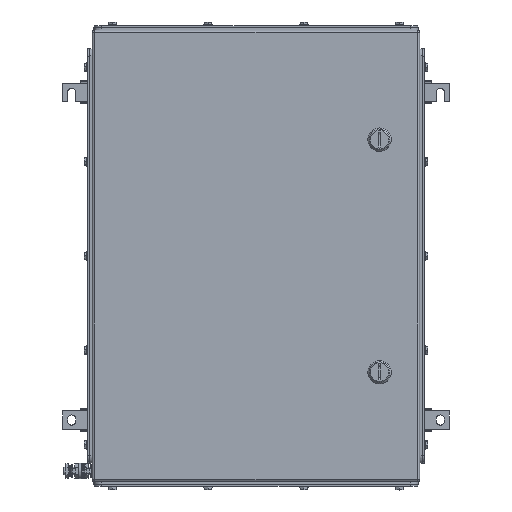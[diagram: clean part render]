
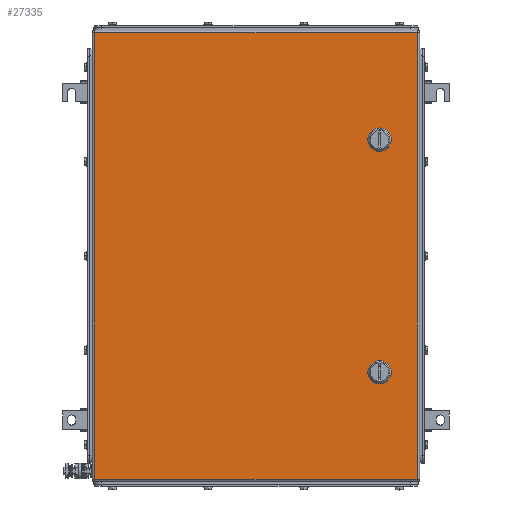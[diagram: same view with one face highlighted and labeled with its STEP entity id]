
A CAD part, top view. The second image highlights one B-rep face of the part: STEP entity #27335.
In plain terms, the highlighted planar face has unit normal (0, 0, 1).
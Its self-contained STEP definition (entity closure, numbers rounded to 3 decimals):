
#27149=AXIS2_PLACEMENT_3D('Circle Axis2P3D',#27147,#27148,$) ;
#27176=AXIS2_PLACEMENT_3D('Plane Axis2P3D',#27173,#27174,#27175) ;
#27221=AXIS2_PLACEMENT_3D('Circle Axis2P3D',#27219,#27220,$) ;
#27235=AXIS2_PLACEMENT_3D('Circle Axis2P3D',#27233,#27234,$) ;
#27249=AXIS2_PLACEMENT_3D('Circle Axis2P3D',#27247,#27248,$) ;
#27271=AXIS2_PLACEMENT_3D('Circle Axis2P3D',#27269,#27270,$) ;
#27287=AXIS2_PLACEMENT_3D('Circle Axis2P3D',#27285,#27286,$) ;
#27301=AXIS2_PLACEMENT_3D('Circle Axis2P3D',#27299,#27300,$) ;
#27315=AXIS2_PLACEMENT_3D('Circle Axis2P3D',#27313,#27314,$) ;
#27144=CARTESIAN_POINT('Vertex',(440.056,470.45,153.5)) ;
#27147=CARTESIAN_POINT('Axis2P3D Location',(435.,480.5,153.5)) ;
#27151=CARTESIAN_POINT('Vertex',(445.05,475.444,153.5)) ;
#27173=CARTESIAN_POINT('Axis2P3D Location',(265.5,321.,153.5)) ;
#27178=CARTESIAN_POINT('Line Origine',(265.5,627.5,153.5)) ;
#27182=CARTESIAN_POINT('Vertex',(487.,627.5,153.5)) ;
#27184=CARTESIAN_POINT('Vertex',(44.,627.5,153.5)) ;
#27187=CARTESIAN_POINT('Line Origine',(44.,321.,153.5)) ;
#27191=CARTESIAN_POINT('Vertex',(44.,14.5,153.5)) ;
#27194=CARTESIAN_POINT('Line Origine',(265.5,14.5,153.5)) ;
#27198=CARTESIAN_POINT('Vertex',(487.,14.5,153.5)) ;
#27201=CARTESIAN_POINT('Line Origine',(487.,321.,153.5)) ;
#27212=CARTESIAN_POINT('Line Origine',(435.,470.45,153.5)) ;
#27216=CARTESIAN_POINT('Vertex',(429.944,470.45,153.5)) ;
#27219=CARTESIAN_POINT('Axis2P3D Location',(435.,480.5,153.5)) ;
#27223=CARTESIAN_POINT('Vertex',(424.95,475.444,153.5)) ;
#27226=CARTESIAN_POINT('Line Origine',(424.95,480.5,153.5)) ;
#27230=CARTESIAN_POINT('Vertex',(424.95,485.556,153.5)) ;
#27233=CARTESIAN_POINT('Axis2P3D Location',(435.,480.5,153.5)) ;
#27237=CARTESIAN_POINT('Vertex',(429.944,490.55,153.5)) ;
#27240=CARTESIAN_POINT('Line Origine',(435.,490.55,153.5)) ;
#27244=CARTESIAN_POINT('Vertex',(440.056,490.55,153.5)) ;
#27247=CARTESIAN_POINT('Axis2P3D Location',(435.,480.5,153.5)) ;
#27251=CARTESIAN_POINT('Vertex',(445.05,485.556,153.5)) ;
#27254=CARTESIAN_POINT('Line Origine',(445.05,480.5,153.5)) ;
#27269=CARTESIAN_POINT('Axis2P3D Location',(435.,161.5,153.5)) ;
#27273=CARTESIAN_POINT('Vertex',(440.056,151.45,153.5)) ;
#27275=CARTESIAN_POINT('Vertex',(445.05,156.444,153.5)) ;
#27278=CARTESIAN_POINT('Line Origine',(435.,151.45,153.5)) ;
#27282=CARTESIAN_POINT('Vertex',(429.944,151.45,153.5)) ;
#27285=CARTESIAN_POINT('Axis2P3D Location',(435.,161.5,153.5)) ;
#27289=CARTESIAN_POINT('Vertex',(424.95,156.444,153.5)) ;
#27292=CARTESIAN_POINT('Line Origine',(424.95,161.5,153.5)) ;
#27296=CARTESIAN_POINT('Vertex',(424.95,166.556,153.5)) ;
#27299=CARTESIAN_POINT('Axis2P3D Location',(435.,161.5,153.5)) ;
#27303=CARTESIAN_POINT('Vertex',(429.944,171.55,153.5)) ;
#27306=CARTESIAN_POINT('Line Origine',(435.,171.55,153.5)) ;
#27310=CARTESIAN_POINT('Vertex',(440.056,171.55,153.5)) ;
#27313=CARTESIAN_POINT('Axis2P3D Location',(435.,161.5,153.5)) ;
#27317=CARTESIAN_POINT('Vertex',(445.05,166.556,153.5)) ;
#27320=CARTESIAN_POINT('Line Origine',(445.05,161.5,153.5)) ;
#27148=DIRECTION('Axis2P3D Direction',(0.,0.,1.)) ;
#27174=DIRECTION('Axis2P3D Direction',(0.,0.,1.)) ;
#27175=DIRECTION('Axis2P3D XDirection',(1.,0.,0.)) ;
#27179=DIRECTION('Vector Direction',(1.,0.,0.)) ;
#27188=DIRECTION('Vector Direction',(0.,-1.,0.)) ;
#27195=DIRECTION('Vector Direction',(1.,0.,0.)) ;
#27202=DIRECTION('Vector Direction',(0.,1.,0.)) ;
#27213=DIRECTION('Vector Direction',(1.,0.,0.)) ;
#27220=DIRECTION('Axis2P3D Direction',(0.,0.,1.)) ;
#27227=DIRECTION('Vector Direction',(0.,1.,0.)) ;
#27234=DIRECTION('Axis2P3D Direction',(0.,0.,1.)) ;
#27241=DIRECTION('Vector Direction',(1.,0.,0.)) ;
#27248=DIRECTION('Axis2P3D Direction',(0.,0.,1.)) ;
#27255=DIRECTION('Vector Direction',(0.,-1.,0.)) ;
#27270=DIRECTION('Axis2P3D Direction',(0.,0.,1.)) ;
#27279=DIRECTION('Vector Direction',(1.,0.,0.)) ;
#27286=DIRECTION('Axis2P3D Direction',(0.,0.,1.)) ;
#27293=DIRECTION('Vector Direction',(0.,1.,0.)) ;
#27300=DIRECTION('Axis2P3D Direction',(0.,0.,1.)) ;
#27307=DIRECTION('Vector Direction',(1.,0.,0.)) ;
#27314=DIRECTION('Axis2P3D Direction',(0.,0.,1.)) ;
#27321=DIRECTION('Vector Direction',(0.,-1.,0.)) ;
#27180=VECTOR('Line Direction',#27179,1.) ;
#27189=VECTOR('Line Direction',#27188,1.) ;
#27196=VECTOR('Line Direction',#27195,1.) ;
#27203=VECTOR('Line Direction',#27202,1.) ;
#27214=VECTOR('Line Direction',#27213,1.) ;
#27228=VECTOR('Line Direction',#27227,1.) ;
#27242=VECTOR('Line Direction',#27241,1.) ;
#27256=VECTOR('Line Direction',#27255,1.) ;
#27280=VECTOR('Line Direction',#27279,1.) ;
#27294=VECTOR('Line Direction',#27293,1.) ;
#27308=VECTOR('Line Direction',#27307,1.) ;
#27322=VECTOR('Line Direction',#27321,1.) ;
#27207=ORIENTED_EDGE('',*,*,#27186,.T.) ;
#27208=ORIENTED_EDGE('',*,*,#27193,.T.) ;
#27209=ORIENTED_EDGE('',*,*,#27200,.T.) ;
#27210=ORIENTED_EDGE('',*,*,#27205,.T.) ;
#27260=ORIENTED_EDGE('',*,*,#27218,.F.) ;
#27261=ORIENTED_EDGE('',*,*,#27225,.F.) ;
#27262=ORIENTED_EDGE('',*,*,#27232,.T.) ;
#27263=ORIENTED_EDGE('',*,*,#27239,.F.) ;
#27264=ORIENTED_EDGE('',*,*,#27246,.T.) ;
#27265=ORIENTED_EDGE('',*,*,#27253,.F.) ;
#27266=ORIENTED_EDGE('',*,*,#27258,.T.) ;
#27267=ORIENTED_EDGE('',*,*,#27153,.F.) ;
#27326=ORIENTED_EDGE('',*,*,#27277,.F.) ;
#27327=ORIENTED_EDGE('',*,*,#27284,.F.) ;
#27328=ORIENTED_EDGE('',*,*,#27291,.F.) ;
#27329=ORIENTED_EDGE('',*,*,#27298,.T.) ;
#27330=ORIENTED_EDGE('',*,*,#27305,.F.) ;
#27331=ORIENTED_EDGE('',*,*,#27312,.T.) ;
#27332=ORIENTED_EDGE('',*,*,#27319,.F.) ;
#27333=ORIENTED_EDGE('',*,*,#27324,.T.) ;
#27268=FACE_BOUND('',#27259,.T.) ;
#27334=FACE_BOUND('',#27325,.T.) ;
#27335=ADVANCED_FACE('ZUB_KTB_QL_624515_4GP_AllCATPart_AllCATPart.2\\ZUB_KTB_QL_624515_4GP_AllCATPart.2\\ZUB_DE_KTB_QL.1\\DE_KTB_MH_PART_MASTER.1\\Koerper.2',(#27211,#27268,#27334),#27177,.T.) ;
#27150=CIRCLE('generated circle',#27149,11.25) ;
#27222=CIRCLE('generated circle',#27221,11.25) ;
#27236=CIRCLE('generated circle',#27235,11.25) ;
#27250=CIRCLE('generated circle',#27249,11.25) ;
#27272=CIRCLE('generated circle',#27271,11.25) ;
#27288=CIRCLE('generated circle',#27287,11.25) ;
#27302=CIRCLE('generated circle',#27301,11.25) ;
#27316=CIRCLE('generated circle',#27315,11.25) ;
#27153=EDGE_CURVE('',#27145,#27152,#27150,.T.) ;
#27186=EDGE_CURVE('',#27183,#27185,#27181,.F.) ;
#27193=EDGE_CURVE('',#27185,#27192,#27190,.T.) ;
#27200=EDGE_CURVE('',#27192,#27199,#27197,.T.) ;
#27205=EDGE_CURVE('',#27199,#27183,#27204,.T.) ;
#27218=EDGE_CURVE('',#27217,#27145,#27215,.T.) ;
#27225=EDGE_CURVE('',#27224,#27217,#27222,.T.) ;
#27232=EDGE_CURVE('',#27224,#27231,#27229,.T.) ;
#27239=EDGE_CURVE('',#27238,#27231,#27236,.T.) ;
#27246=EDGE_CURVE('',#27238,#27245,#27243,.T.) ;
#27253=EDGE_CURVE('',#27252,#27245,#27250,.T.) ;
#27258=EDGE_CURVE('',#27252,#27152,#27257,.T.) ;
#27277=EDGE_CURVE('',#27274,#27276,#27272,.T.) ;
#27284=EDGE_CURVE('',#27283,#27274,#27281,.T.) ;
#27291=EDGE_CURVE('',#27290,#27283,#27288,.T.) ;
#27298=EDGE_CURVE('',#27290,#27297,#27295,.T.) ;
#27305=EDGE_CURVE('',#27304,#27297,#27302,.T.) ;
#27312=EDGE_CURVE('',#27304,#27311,#27309,.T.) ;
#27319=EDGE_CURVE('',#27318,#27311,#27316,.T.) ;
#27324=EDGE_CURVE('',#27318,#27276,#27323,.T.) ;
#27206=EDGE_LOOP('',(#27207,#27208,#27209,#27210)) ;
#27259=EDGE_LOOP('',(#27260,#27261,#27262,#27263,#27264,#27265,#27266,#27267)) ;
#27325=EDGE_LOOP('',(#27326,#27327,#27328,#27329,#27330,#27331,#27332,#27333)) ;
#27211=FACE_OUTER_BOUND('',#27206,.T.) ;
#27181=LINE('Line',#27178,#27180) ;
#27190=LINE('Line',#27187,#27189) ;
#27197=LINE('Line',#27194,#27196) ;
#27204=LINE('Line',#27201,#27203) ;
#27215=LINE('Line',#27212,#27214) ;
#27229=LINE('Line',#27226,#27228) ;
#27243=LINE('Line',#27240,#27242) ;
#27257=LINE('Line',#27254,#27256) ;
#27281=LINE('Line',#27278,#27280) ;
#27295=LINE('Line',#27292,#27294) ;
#27309=LINE('Line',#27306,#27308) ;
#27323=LINE('Line',#27320,#27322) ;
#27177=PLANE('',#27176) ;
#27145=VERTEX_POINT('',#27144) ;
#27152=VERTEX_POINT('',#27151) ;
#27183=VERTEX_POINT('',#27182) ;
#27185=VERTEX_POINT('',#27184) ;
#27192=VERTEX_POINT('',#27191) ;
#27199=VERTEX_POINT('',#27198) ;
#27217=VERTEX_POINT('',#27216) ;
#27224=VERTEX_POINT('',#27223) ;
#27231=VERTEX_POINT('',#27230) ;
#27238=VERTEX_POINT('',#27237) ;
#27245=VERTEX_POINT('',#27244) ;
#27252=VERTEX_POINT('',#27251) ;
#27274=VERTEX_POINT('',#27273) ;
#27276=VERTEX_POINT('',#27275) ;
#27283=VERTEX_POINT('',#27282) ;
#27290=VERTEX_POINT('',#27289) ;
#27297=VERTEX_POINT('',#27296) ;
#27304=VERTEX_POINT('',#27303) ;
#27311=VERTEX_POINT('',#27310) ;
#27318=VERTEX_POINT('',#27317) ;
